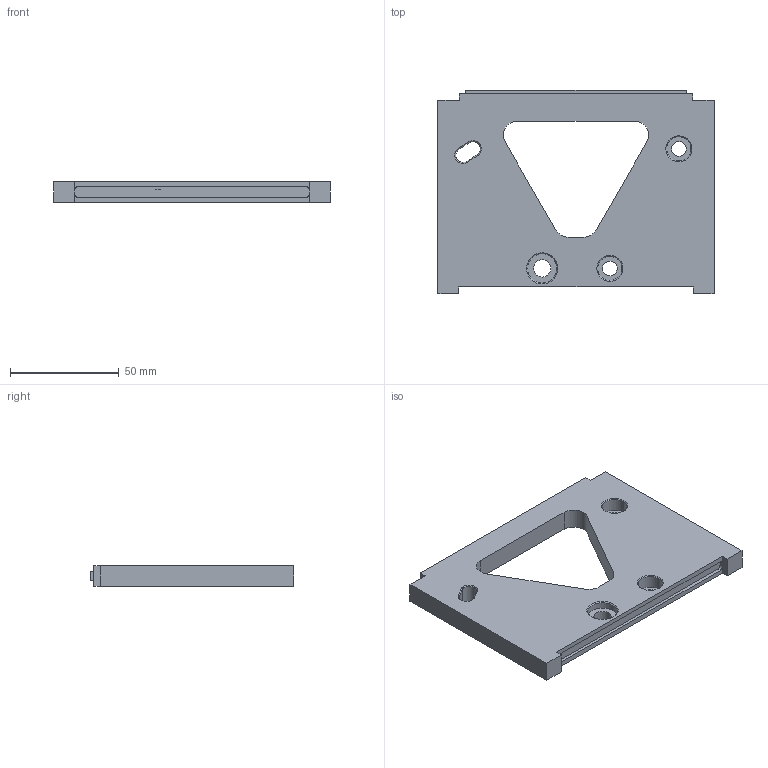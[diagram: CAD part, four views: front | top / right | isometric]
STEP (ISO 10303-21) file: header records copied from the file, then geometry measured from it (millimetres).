
FILE_DESCRIPTION (( 'STEP AP203' ), '1' );
FILE_NAME ('D1200255 Vacuum Bake Rack Rt-Side 1-3in Optics aLIGO.STEP', '2012-03-01T19:41:16', ( '' ), ( '' ), 'SwSTEP 2.0', 'SolidWorks 2012', '' );
FILE_SCHEMA (( 'CONFIG_CONTROL_DESIGN' ));
Length unit declared in the file: inch
Products named in the file (1): D1200255 Vacuum Bake Rack Rt-Side 1-3in Optics aLIGO
Bounding box: 127 x 93.65 x 9.53 mm (x, y, z)
Volume: 81903.5 mm3; surface area: 25360.9 mm2
Topology: 1 solids, 1 shells, 78 faces, 195 edges, 123 vertices
Faces by surface type: plane 30, cylinder 26, cone 22
Entity records: 2425 total; most frequent: DIRECTION 428, CARTESIAN_POINT 397, ORIENTED_EDGE 390, EDGE_CURVE 195, AXIS2_PLACEMENT_3D 154, VERTEX_POINT 123, VECTOR 120, LINE 120
